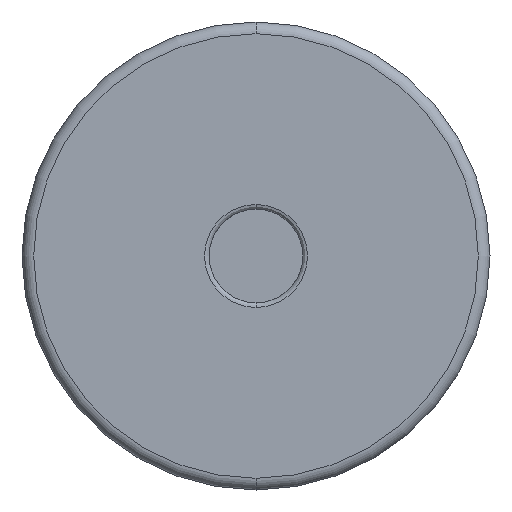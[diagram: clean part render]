
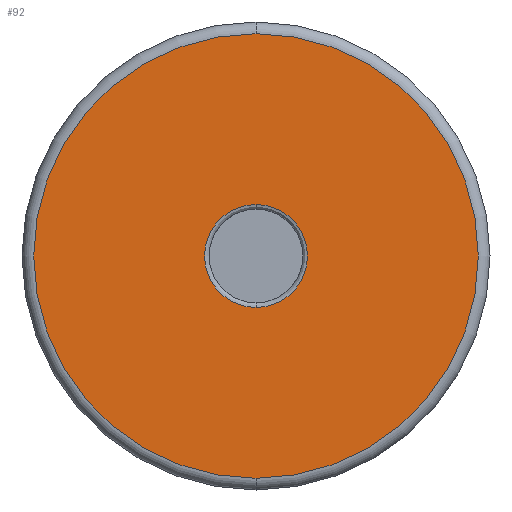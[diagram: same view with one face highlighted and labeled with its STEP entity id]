
A CAD part, front view. The second image highlights one B-rep face of the part: STEP entity #92.
In plain terms, the highlighted planar face has unit normal (0, -1, 0).
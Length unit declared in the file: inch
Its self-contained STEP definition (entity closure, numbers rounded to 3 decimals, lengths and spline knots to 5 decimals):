
#33 = EDGE_CURVE ( 'NONE', #144, #145, #61, .T. ) ;
#34 = EDGE_CURVE ( 'NONE', #147, #146, #60, .T. ) ;
#41 = EDGE_LOOP ( 'NONE', ( #173, #174 ) ) ;
#52 = EDGE_LOOP ( 'NONE', ( #175, #157 ) ) ;
#60 = CIRCLE ( 'NONE', #125, 0.11 ) ;
#61 = CIRCLE ( 'NONE', #122, 0.475 ) ;
#92 = ADVANCED_FACE ( 'NONE', ( #488, #475 ), #277, .F. ) ;
#122 = AXIS2_PLACEMENT_3D ( 'NONE', #215, #216, #217 ) ;
#125 = AXIS2_PLACEMENT_3D ( 'NONE', #218, #219, #220 ) ;
#144 = VERTEX_POINT ( 'NONE', #386 ) ;
#145 = VERTEX_POINT ( 'NONE', #387 ) ;
#146 = VERTEX_POINT ( 'NONE', #388 ) ;
#147 = VERTEX_POINT ( 'NONE', #389 ) ;
#157 = ORIENTED_EDGE ( 'NONE', *, *, #584, .T. ) ;
#173 = ORIENTED_EDGE ( 'NONE', *, *, #586, .T. ) ;
#174 = ORIENTED_EDGE ( 'NONE', *, *, #34, .T. ) ;
#175 = ORIENTED_EDGE ( 'NONE', *, *, #33, .T. ) ;
#215 = CARTESIAN_POINT ( 'NONE',  ( 0., 0., 0. ) ) ;
#216 = DIRECTION ( 'NONE',  ( 0., -1., 0. ) ) ;
#217 = DIRECTION ( 'NONE',  ( 0., 0., 1. ) ) ;
#218 = CARTESIAN_POINT ( 'NONE',  ( 0., 0., 0. ) ) ;
#219 = DIRECTION ( 'NONE',  ( 0., 1., 0. ) ) ;
#220 = DIRECTION ( 'NONE',  ( 0., 0., 1. ) ) ;
#277 = PLANE ( 'NONE',  #454 ) ;
#278 = CARTESIAN_POINT ( 'NONE',  ( 0., 0., 0. ) ) ;
#279 = DIRECTION ( 'NONE',  ( 0., 1., 0. ) ) ;
#280 = DIRECTION ( 'NONE',  ( 0., 0., 1. ) ) ;
#386 = CARTESIAN_POINT ( 'NONE',  ( 0., 0., 0.475 ) ) ;
#387 = CARTESIAN_POINT ( 'NONE',  ( 0., 0., -0.475 ) ) ;
#388 = CARTESIAN_POINT ( 'NONE',  ( 0., 0., 0.11 ) ) ;
#389 = CARTESIAN_POINT ( 'NONE',  ( 0., 0., -0.11 ) ) ;
#414 = CARTESIAN_POINT ( 'NONE',  ( 0., 0., 0. ) ) ;
#415 = DIRECTION ( 'NONE',  ( 0., -1., 0. ) ) ;
#416 = DIRECTION ( 'NONE',  ( 0., 0., 1. ) ) ;
#420 = CARTESIAN_POINT ( 'NONE',  ( 0., 0., 0. ) ) ;
#421 = DIRECTION ( 'NONE',  ( 0., 1., 0. ) ) ;
#422 = DIRECTION ( 'NONE',  ( 0., 0., 1. ) ) ;
#454 = AXIS2_PLACEMENT_3D ( 'NONE', #278, #279, #280 ) ;
#475 = FACE_OUTER_BOUND ( 'NONE', #52, .T. ) ;
#488 = FACE_BOUND ( 'NONE', #41, .T. ) ;
#515 = AXIS2_PLACEMENT_3D ( 'NONE', #414, #415, #416 ) ;
#519 = AXIS2_PLACEMENT_3D ( 'NONE', #420, #421, #422 ) ;
#565 = CIRCLE ( 'NONE', #515, 0.475 ) ;
#573 = CIRCLE ( 'NONE', #519, 0.11 ) ;
#584 = EDGE_CURVE ( 'NONE', #145, #144, #565, .T. ) ;
#586 = EDGE_CURVE ( 'NONE', #146, #147, #573, .T. ) ;
